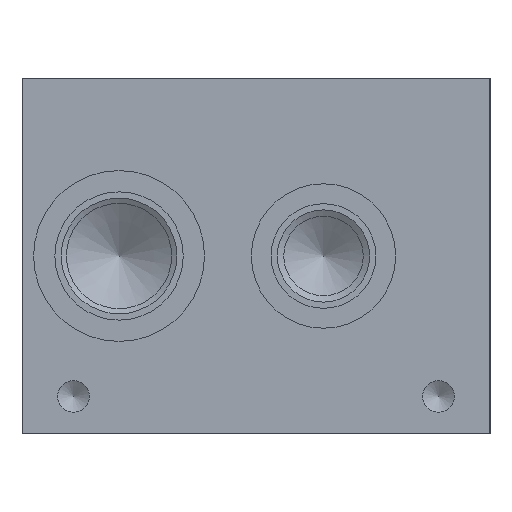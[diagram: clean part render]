
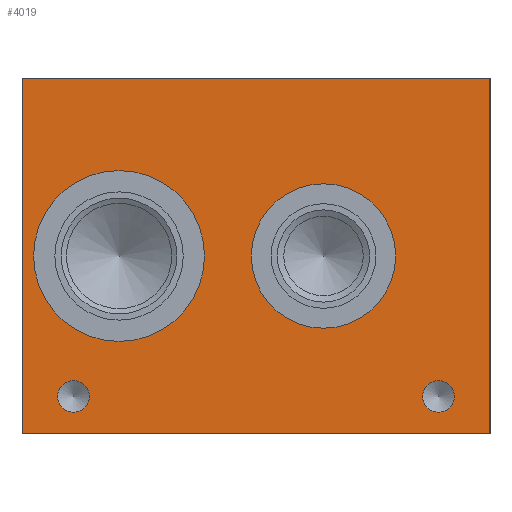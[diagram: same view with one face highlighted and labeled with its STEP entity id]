
A CAD part, left-side view. The second image highlights one B-rep face of the part: STEP entity #4019.
In plain terms, the highlighted planar face has unit normal (-1, 0, 0).
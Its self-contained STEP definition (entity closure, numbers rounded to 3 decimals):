
#1975=CARTESIAN_POINT('',(0.0,125.832,89.306));
#1976=VERTEX_POINT('',#1975);
#1977=CARTESIAN_POINT('',(0.0,125.832,60.325));
#1978=DIRECTION('',(1.0,0.0,0.0));
#1979=DIRECTION('',(0.0,0.0,1.0));
#1980=AXIS2_PLACEMENT_3D('',#1977,#1978,#1979);
#1981=CIRCLE('',#1980,28.981);
#1982=EDGE_CURVE('',#1976,#1976,#1981,.T.);
#2132=CARTESIAN_POINT('',(0.0,56.49,84.811));
#2133=VERTEX_POINT('',#2132);
#2134=CARTESIAN_POINT('',(0.0,56.49,60.325));
#2135=DIRECTION('',(1.0,0.0,0.0));
#2136=DIRECTION('',(0.0,0.0,1.0));
#2137=AXIS2_PLACEMENT_3D('',#2134,#2135,#2136);
#2138=CIRCLE('',#2137,24.486);
#2139=EDGE_CURVE('',#2133,#2133,#2138,.T.);
#2169=CARTESIAN_POINT('',(0.0,141.287,18.059));
#2170=VERTEX_POINT('',#2169);
#2171=CARTESIAN_POINT('',(0.0,141.287,12.7));
#2172=DIRECTION('',(1.0,0.0,0.0));
#2173=DIRECTION('',(0.0,0.0,1.0));
#2174=AXIS2_PLACEMENT_3D('',#2171,#2172,#2173);
#2175=CIRCLE('',#2174,5.359);
#2176=EDGE_CURVE('',#2170,#2170,#2175,.T.);
#2206=CARTESIAN_POINT('',(0.0,17.462,18.059));
#2207=VERTEX_POINT('',#2206);
#2208=CARTESIAN_POINT('',(0.0,17.462,12.7));
#2209=DIRECTION('',(1.0,0.0,0.0));
#2210=DIRECTION('',(0.0,0.0,1.0));
#2211=AXIS2_PLACEMENT_3D('',#2208,#2209,#2210);
#2212=CIRCLE('',#2211,5.359);
#2213=EDGE_CURVE('',#2207,#2207,#2212,.T.);
#3968=CARTESIAN_POINT('',(0.0,0.0,0.0));
#3969=DIRECTION('',(-1.0,0.0,0.0));
#3970=DIRECTION('',(0.0,0.0,1.0));
#3971=AXIS2_PLACEMENT_3D('',#3968,#3969,#3970);
#3972=PLANE('',#3971);
#3973=CARTESIAN_POINT('',(0.0,0.0,120.65));
#3974=VERTEX_POINT('',#3973);
#3975=CARTESIAN_POINT('',(0.0,158.75,120.65));
#3976=VERTEX_POINT('',#3975);
#3977=CARTESIAN_POINT('',(0.0,0.0,120.65));
#3978=DIRECTION('',(0.0,1.0,0.0));
#3979=VECTOR('',#3978,158.75);
#3980=LINE('',#3977,#3979);
#3981=EDGE_CURVE('',#3974,#3976,#3980,.T.);
#3982=ORIENTED_EDGE('',*,*,#3981,.T.);
#3983=CARTESIAN_POINT('',(0.0,158.75,0.0));
#3984=VERTEX_POINT('',#3983);
#3985=CARTESIAN_POINT('',(0.0,158.75,0.0));
#3986=DIRECTION('',(0.0,0.0,1.0));
#3987=VECTOR('',#3986,120.65);
#3988=LINE('',#3985,#3987);
#3989=EDGE_CURVE('',#3984,#3976,#3988,.T.);
#3990=ORIENTED_EDGE('',*,*,#3989,.F.);
#3991=CARTESIAN_POINT('',(0.0,0.0,0.0));
#3992=VERTEX_POINT('',#3991);
#3993=CARTESIAN_POINT('',(0.0,158.75,0.0));
#3994=DIRECTION('',(0.0,-1.0,0.0));
#3995=VECTOR('',#3994,158.75);
#3996=LINE('',#3993,#3995);
#3997=EDGE_CURVE('',#3984,#3992,#3996,.T.);
#3998=ORIENTED_EDGE('',*,*,#3997,.T.);
#3999=CARTESIAN_POINT('',(0.0,0.0,0.0));
#4000=DIRECTION('',(0.0,0.0,1.0));
#4001=VECTOR('',#4000,120.65);
#4002=LINE('',#3999,#4001);
#4003=EDGE_CURVE('',#3992,#3974,#4002,.T.);
#4004=ORIENTED_EDGE('',*,*,#4003,.T.);
#4005=EDGE_LOOP('',(#3982,#3990,#3998,#4004));
#4006=FACE_OUTER_BOUND('',#4005,.T.);
#4007=ORIENTED_EDGE('',*,*,#1982,.T.);
#4008=EDGE_LOOP('',(#4007));
#4009=FACE_BOUND('',#4008,.T.);
#4010=ORIENTED_EDGE('',*,*,#2139,.T.);
#4011=EDGE_LOOP('',(#4010));
#4012=FACE_BOUND('',#4011,.T.);
#4013=ORIENTED_EDGE('',*,*,#2176,.T.);
#4014=EDGE_LOOP('',(#4013));
#4015=FACE_BOUND('',#4014,.T.);
#4016=ORIENTED_EDGE('',*,*,#2213,.T.);
#4017=EDGE_LOOP('',(#4016));
#4018=FACE_BOUND('',#4017,.T.);
#4019=ADVANCED_FACE('',(#4006,#4009,#4012,#4015,#4018),#3972,.T.);
